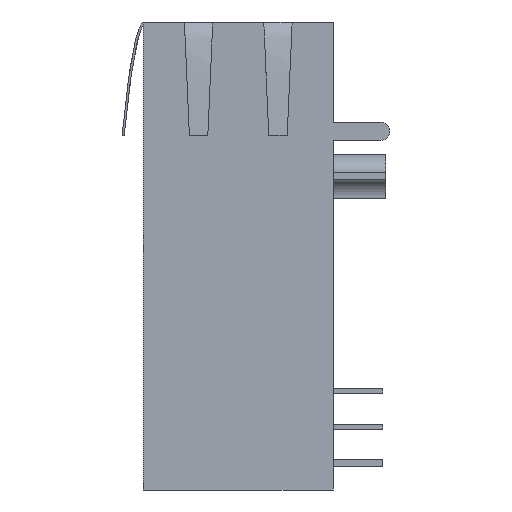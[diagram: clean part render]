
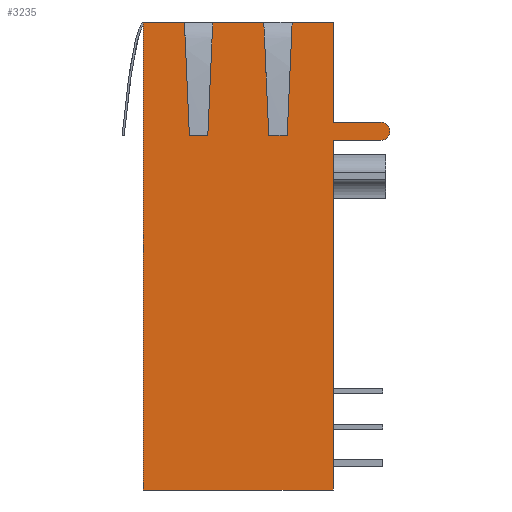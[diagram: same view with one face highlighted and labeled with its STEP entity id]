
A CAD part, left-side view. The second image highlights one B-rep face of the part: STEP entity #3235.
In plain terms, the highlighted planar face has unit normal (-1, 0, 0).
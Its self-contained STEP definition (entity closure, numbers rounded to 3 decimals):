
#827 = CIRCLE ( 'NONE', #829, 0.65 ) ;
#828 = VECTOR ( 'NONE', #6991, 1000. ) ;
#829 = AXIS2_PLACEMENT_3D ( 'NONE', #6992, #6993, #6994 ) ;
#830 = CIRCLE ( 'NONE', #832, 0.65 ) ;
#831 = VECTOR ( 'NONE', #6996, 1000. ) ;
#832 = AXIS2_PLACEMENT_3D ( 'NONE', #6997, #6998, #6999 ) ;
#833 = VECTOR ( 'NONE', #7001, 1000. ) ;
#834 = VECTOR ( 'NONE', #7003, 1000. ) ;
#835 = VECTOR ( 'NONE', #7005, 1000. ) ;
#836 = VECTOR ( 'NONE', #7007, 1000. ) ;
#837 = VECTOR ( 'NONE', #7009, 1000. ) ;
#838 = VECTOR ( 'NONE', #7011, 1000. ) ;
#839 = VECTOR ( 'NONE', #7013, 1000. ) ;
#840 = VECTOR ( 'NONE', #7015, 1000. ) ;
#841 = VECTOR ( 'NONE', #7017, 1000. ) ;
#881 = AXIS2_PLACEMENT_3D ( 'NONE', #4621, #4622, #4623 ) ;
#1413 = CARTESIAN_POINT ( 'NONE',  ( -8.435, 0., 16.51 ) ) ;
#1414 = CARTESIAN_POINT ( 'NONE',  ( -8.435, 0., 9.45 ) ) ;
#1948 = EDGE_LOOP ( 'NONE', ( #2673, #2675, #2674, #2676, #2677, #2678, #2680, #2679, #2681, #2683, #2682, #2684, #2685, #2686, #2687, #2689, #2688 ) ) ;
#2131 = VERTEX_POINT ( 'NONE', #1413 ) ;
#2132 = VERTEX_POINT ( 'NONE', #1414 ) ;
#2673 = ORIENTED_EDGE ( 'NONE', *, *, #3205, .F. ) ;
#2674 = ORIENTED_EDGE ( 'NONE', *, *, #3206, .T. ) ;
#2675 = ORIENTED_EDGE ( 'NONE', *, *, #3204, .T. ) ;
#2676 = ORIENTED_EDGE ( 'NONE', *, *, #3207, .T. ) ;
#2677 = ORIENTED_EDGE ( 'NONE', *, *, #12120, .T. ) ;
#2678 = ORIENTED_EDGE ( 'NONE', *, *, #3208, .F. ) ;
#2679 = ORIENTED_EDGE ( 'NONE', *, *, #12165, .T. ) ;
#2680 = ORIENTED_EDGE ( 'NONE', *, *, #3209, .F. ) ;
#2681 = ORIENTED_EDGE ( 'NONE', *, *, #3210, .F. ) ;
#2682 = ORIENTED_EDGE ( 'NONE', *, *, #3212, .F. ) ;
#2683 = ORIENTED_EDGE ( 'NONE', *, *, #3211, .F. ) ;
#2684 = ORIENTED_EDGE ( 'NONE', *, *, #3213, .T. ) ;
#2685 = ORIENTED_EDGE ( 'NONE', *, *, #3214, .F. ) ;
#2686 = ORIENTED_EDGE ( 'NONE', *, *, #3215, .F. ) ;
#2687 = ORIENTED_EDGE ( 'NONE', *, *, #5534, .F. ) ;
#2688 = ORIENTED_EDGE ( 'NONE', *, *, #12140, .T. ) ;
#2689 = ORIENTED_EDGE ( 'NONE', *, *, #3203, .T. ) ;
#3203 = EDGE_CURVE ( 'NONE', #6602, #3400, #7163, .T. ) ;
#3204 = EDGE_CURVE ( 'NONE', #3438, #3439, #827, .T. ) ;
#3205 = EDGE_CURVE ( 'NONE', #3438, #3399, #7164, .T. ) ;
#3206 = EDGE_CURVE ( 'NONE', #3439, #3440, #830, .T. ) ;
#3207 = EDGE_CURVE ( 'NONE', #3440, #2132, #7165, .T. ) ;
#3208 = EDGE_CURVE ( 'NONE', #3417, #2131, #7166, .T. ) ;
#3209 = EDGE_CURVE ( 'NONE', #3412, #3417, #7167, .T. ) ;
#3210 = EDGE_CURVE ( 'NONE', #3418, #3414, #7168, .T. ) ;
#3211 = EDGE_CURVE ( 'NONE', #3441, #3418, #7169, .T. ) ;
#3212 = EDGE_CURVE ( 'NONE', #3442, #3441, #7170, .T. ) ;
#3213 = EDGE_CURVE ( 'NONE', #3442, #3443, #7171, .T. ) ;
#3214 = EDGE_CURVE ( 'NONE', #3444, #3443, #7172, .T. ) ;
#3215 = EDGE_CURVE ( 'NONE', #6594, #3444, #7173, .T. ) ;
#3235 = ADVANCED_FACE ( 'NONE', ( #5806 ), #4620, .F. ) ;
#3399 = VERTEX_POINT ( 'NONE', #7824 ) ;
#3400 = VERTEX_POINT ( 'NONE', #7825 ) ;
#3412 = VERTEX_POINT ( 'NONE', #7837 ) ;
#3414 = VERTEX_POINT ( 'NONE', #7839 ) ;
#3417 = VERTEX_POINT ( 'NONE', #7842 ) ;
#3418 = VERTEX_POINT ( 'NONE', #7843 ) ;
#3438 = VERTEX_POINT ( 'NONE', #7863 ) ;
#3439 = VERTEX_POINT ( 'NONE', #7864 ) ;
#3440 = VERTEX_POINT ( 'NONE', #7865 ) ;
#3441 = VERTEX_POINT ( 'NONE', #7866 ) ;
#3442 = VERTEX_POINT ( 'NONE', #7867 ) ;
#3443 = VERTEX_POINT ( 'NONE', #7868 ) ;
#3444 = VERTEX_POINT ( 'NONE', #7869 ) ;
#4620 = PLANE ( 'NONE',  #881 ) ;
#4621 = CARTESIAN_POINT ( 'NONE',  ( -8.435, 13.4, 16.51 ) ) ;
#4622 = DIRECTION ( 'NONE',  ( 1., 0., 0. ) ) ;
#4623 = DIRECTION ( 'NONE',  ( 0., 0., -1. ) ) ;
#5534 = EDGE_CURVE ( 'NONE', #6602, #6594, #10315, .T. ) ;
#5806 = FACE_OUTER_BOUND ( 'NONE', #1948, .T. ) ;
#6594 = VERTEX_POINT ( 'NONE', #11372 ) ;
#6602 = VERTEX_POINT ( 'NONE', #11377 ) ;
#6990 = CARTESIAN_POINT ( 'NONE',  ( -8.435, 13.4, -16.51 ) ) ;
#6991 = DIRECTION ( 'NONE',  ( 0., -1., 0. ) ) ;
#6992 = CARTESIAN_POINT ( 'NONE',  ( -8.435, -3.35, 8.8 ) ) ;
#6993 = DIRECTION ( 'NONE',  ( -1., 0., 0. ) ) ;
#6994 = DIRECTION ( 'NONE',  ( 0., 0., -1. ) ) ;
#6995 = CARTESIAN_POINT ( 'NONE',  ( -8.435, -4., 8.15 ) ) ;
#6996 = DIRECTION ( 'NONE',  ( 0., 1., 0. ) ) ;
#6997 = CARTESIAN_POINT ( 'NONE',  ( -8.435, -3.35, 8.8 ) ) ;
#6998 = DIRECTION ( 'NONE',  ( -1., 0., 0. ) ) ;
#6999 = DIRECTION ( 'NONE',  ( 0., 0., -1. ) ) ;
#7000 = CARTESIAN_POINT ( 'NONE',  ( -8.435, -4., 9.45 ) ) ;
#7001 = DIRECTION ( 'NONE',  ( 0., 1., 0. ) ) ;
#7002 = CARTESIAN_POINT ( 'NONE',  ( -8.435, 13.4, 16.51 ) ) ;
#7003 = DIRECTION ( 'NONE',  ( 0., -1., 0. ) ) ;
#7004 = CARTESIAN_POINT ( 'NONE',  ( -8.435, 2.9, 16.51 ) ) ;
#7005 = DIRECTION ( 'NONE',  ( 0., -0.044, 0.999 ) ) ;
#7006 = CARTESIAN_POINT ( 'NONE',  ( -8.435, 4.55, 8.499 ) ) ;
#7007 = DIRECTION ( 'NONE',  ( 0., -0.044, -0.999 ) ) ;
#7008 = CARTESIAN_POINT ( 'NONE',  ( -8.435, 8.5, 16.51 ) ) ;
#7009 = DIRECTION ( 'NONE',  ( 0., -1., 0. ) ) ;
#7010 = CARTESIAN_POINT ( 'NONE',  ( -8.435, 8.85, 8.499 ) ) ;
#7011 = DIRECTION ( 'NONE',  ( 0., -0.044, 0.999 ) ) ;
#7012 = CARTESIAN_POINT ( 'NONE',  ( -8.435, 6.7, 16.307 ) ) ;
#7013 = DIRECTION ( 'NONE',  ( 0., 1., 0. ) ) ;
#7014 = CARTESIAN_POINT ( 'NONE',  ( -8.435, 10.5, 16.51 ) ) ;
#7015 = DIRECTION ( 'NONE',  ( 0., -0.044, -0.999 ) ) ;
#7016 = CARTESIAN_POINT ( 'NONE',  ( -8.435, 13.4, 16.51 ) ) ;
#7017 = DIRECTION ( 'NONE',  ( 0., -1., 0. ) ) ;
#7163 = LINE ( 'NONE', #6990, #828 ) ;
#7164 = LINE ( 'NONE', #6995, #831 ) ;
#7165 = LINE ( 'NONE', #7000, #833 ) ;
#7166 = LINE ( 'NONE', #7002, #834 ) ;
#7167 = LINE ( 'NONE', #7004, #835 ) ;
#7168 = LINE ( 'NONE', #7006, #836 ) ;
#7169 = LINE ( 'NONE', #7008, #837 ) ;
#7170 = LINE ( 'NONE', #7010, #838 ) ;
#7171 = LINE ( 'NONE', #7012, #839 ) ;
#7172 = LINE ( 'NONE', #7014, #840 ) ;
#7173 = LINE ( 'NONE', #7016, #841 ) ;
#7824 = CARTESIAN_POINT ( 'NONE',  ( -8.435, 0., 8.15 ) ) ;
#7825 = CARTESIAN_POINT ( 'NONE',  ( -8.435, 0., -16.51 ) ) ;
#7837 = CARTESIAN_POINT ( 'NONE',  ( -8.435, 2.909, 16.307 ) ) ;
#7839 = CARTESIAN_POINT ( 'NONE',  ( -8.435, 4.891, 16.307 ) ) ;
#7842 = CARTESIAN_POINT ( 'NONE',  ( -8.435, 2.9, 16.51 ) ) ;
#7843 = CARTESIAN_POINT ( 'NONE',  ( -8.435, 4.9, 16.51 ) ) ;
#7863 = CARTESIAN_POINT ( 'NONE',  ( -8.435, -3.35, 8.15 ) ) ;
#7864 = CARTESIAN_POINT ( 'NONE',  ( -8.435, -4., 8.8 ) ) ;
#7865 = CARTESIAN_POINT ( 'NONE',  ( -8.435, -3.35, 9.45 ) ) ;
#7866 = CARTESIAN_POINT ( 'NONE',  ( -8.435, 8.5, 16.51 ) ) ;
#7867 = CARTESIAN_POINT ( 'NONE',  ( -8.435, 8.509, 16.307 ) ) ;
#7868 = CARTESIAN_POINT ( 'NONE',  ( -8.435, 10.491, 16.307 ) ) ;
#7869 = CARTESIAN_POINT ( 'NONE',  ( -8.435, 10.5, 16.51 ) ) ;
#10315 = LINE ( 'NONE', #10720, #12534 ) ;
#10431 = LINE ( 'NONE', #11465, #12639 ) ;
#10451 = LINE ( 'NONE', #11505, #12659 ) ;
#10466 = LINE ( 'NONE', #11683, #12674 ) ;
#10720 = CARTESIAN_POINT ( 'NONE',  ( -8.435, 13.4, 16.51 ) ) ;
#10721 = DIRECTION ( 'NONE',  ( 0., 0., 1. ) ) ;
#11372 = CARTESIAN_POINT ( 'NONE',  ( -8.435, 13.4, 16.51 ) ) ;
#11377 = CARTESIAN_POINT ( 'NONE',  ( -8.435, 13.4, -16.51 ) ) ;
#11465 = CARTESIAN_POINT ( 'NONE',  ( -8.435, 0., 16.51 ) ) ;
#11466 = DIRECTION ( 'NONE',  ( 0., 0., 1. ) ) ;
#11505 = CARTESIAN_POINT ( 'NONE',  ( -8.435, 0., 16.51 ) ) ;
#11506 = DIRECTION ( 'NONE',  ( 0., 0., 1. ) ) ;
#11683 = CARTESIAN_POINT ( 'NONE',  ( -8.435, 6.7, 16.307 ) ) ;
#11684 = DIRECTION ( 'NONE',  ( 0., 1., 0. ) ) ;
#12120 = EDGE_CURVE ( 'NONE', #2132, #2131, #10431, .T. ) ;
#12140 = EDGE_CURVE ( 'NONE', #3400, #3399, #10451, .T. ) ;
#12165 = EDGE_CURVE ( 'NONE', #3412, #3414, #10466, .T. ) ;
#12534 = VECTOR ( 'NONE', #10721, 1000. ) ;
#12639 = VECTOR ( 'NONE', #11466, 1000. ) ;
#12659 = VECTOR ( 'NONE', #11506, 1000. ) ;
#12674 = VECTOR ( 'NONE', #11684, 1000. ) ;
